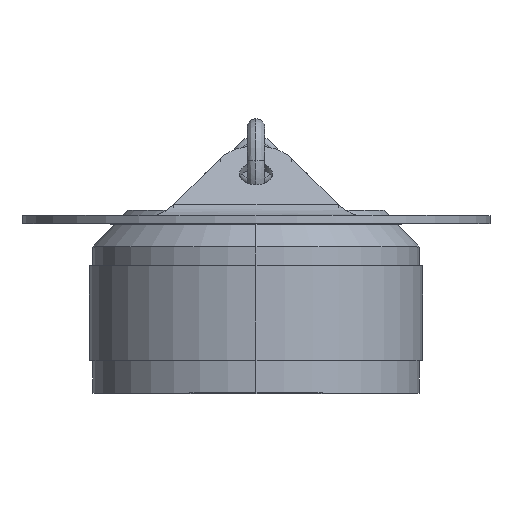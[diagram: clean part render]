
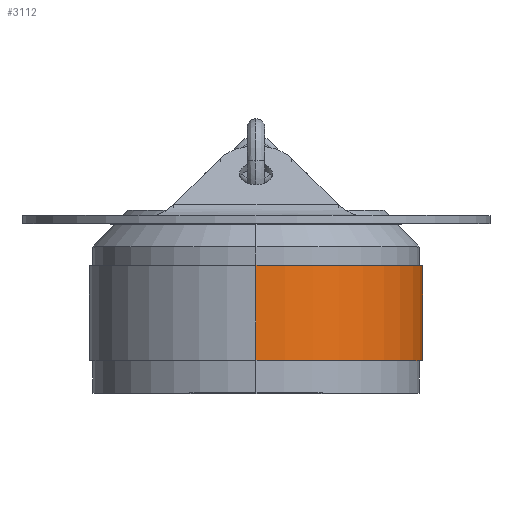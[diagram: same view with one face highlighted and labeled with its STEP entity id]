
A CAD part, top view. The second image highlights one B-rep face of the part: STEP entity #3112.
In plain terms, the highlighted cylindrical face has radius 15.875 mm (diameter 31.75 mm), a partial arc.
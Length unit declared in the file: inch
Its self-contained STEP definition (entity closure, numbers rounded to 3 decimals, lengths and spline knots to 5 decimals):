
#26 = CARTESIAN_POINT ( 'NONE',  ( 0., 0.12205, 0. ) ) ;
#136 = CIRCLE ( 'NONE', #4606, 0.625 ) ;
#206 = LINE ( 'NONE', #348, #3201 ) ;
#348 = CARTESIAN_POINT ( 'NONE',  ( 0., 0.789, 0.625 ) ) ;
#396 = CYLINDRICAL_SURFACE ( 'NONE', #2454, 0.625 ) ;
#774 = ORIENTED_EDGE ( 'NONE', *, *, #4661, .T. ) ;
#826 = VERTEX_POINT ( 'NONE', #4228 ) ;
#856 = EDGE_CURVE ( 'NONE', #826, #3035, #1603, .T. ) ;
#919 = CARTESIAN_POINT ( 'NONE',  ( 0., 0.789, -0.625 ) ) ;
#1140 = DIRECTION ( 'NONE',  ( 0., 0., 1. ) ) ;
#1290 = VERTEX_POINT ( 'NONE', #1511 ) ;
#1411 = ORIENTED_EDGE ( 'NONE', *, *, #4057, .F. ) ;
#1511 = CARTESIAN_POINT ( 'NONE',  ( 0., 0.47805, 0.625 ) ) ;
#1603 = LINE ( 'NONE', #919, #2721 ) ;
#1751 = CARTESIAN_POINT ( 'NONE',  ( 0., 0.47805, -0.625 ) ) ;
#1766 = DIRECTION ( 'NONE',  ( 0., 1., 0. ) ) ;
#2073 = CARTESIAN_POINT ( 'NONE',  ( 0., 0.12205, 0.625 ) ) ;
#2264 = DIRECTION ( 'NONE',  ( 0., 1., 0. ) ) ;
#2305 = DIRECTION ( 'NONE',  ( 0., 1., 0. ) ) ;
#2454 = AXIS2_PLACEMENT_3D ( 'NONE', #3962, #1766, #2819 ) ;
#2492 = VERTEX_POINT ( 'NONE', #2073 ) ;
#2571 = DIRECTION ( 'NONE',  ( 0., 1., 0. ) ) ;
#2668 = EDGE_LOOP ( 'NONE', ( #774, #4127, #3156, #1411 ) ) ;
#2721 = VECTOR ( 'NONE', #2571, 39.37008 ) ;
#2819 = DIRECTION ( 'NONE',  ( 0., 0., 1. ) ) ;
#2933 = CIRCLE ( 'NONE', #3662, 0.625 ) ;
#2996 = DIRECTION ( 'NONE',  ( 0., 0., 1. ) ) ;
#3035 = VERTEX_POINT ( 'NONE', #1751 ) ;
#3112 = ADVANCED_FACE ( 'NONE', ( #4729 ), #396, .T. ) ;
#3156 = ORIENTED_EDGE ( 'NONE', *, *, #3818, .F. ) ;
#3201 = VECTOR ( 'NONE', #4723, 39.37008 ) ;
#3662 = AXIS2_PLACEMENT_3D ( 'NONE', #3723, #2305, #2996 ) ;
#3723 = CARTESIAN_POINT ( 'NONE',  ( 0., 0.47805, 0. ) ) ;
#3818 = EDGE_CURVE ( 'NONE', #1290, #3035, #2933, .T. ) ;
#3962 = CARTESIAN_POINT ( 'NONE',  ( 0., 0.789, 0. ) ) ;
#4057 = EDGE_CURVE ( 'NONE', #2492, #1290, #206, .T. ) ;
#4127 = ORIENTED_EDGE ( 'NONE', *, *, #856, .T. ) ;
#4228 = CARTESIAN_POINT ( 'NONE',  ( 0., 0.12205, -0.625 ) ) ;
#4606 = AXIS2_PLACEMENT_3D ( 'NONE', #26, #2264, #1140 ) ;
#4661 = EDGE_CURVE ( 'NONE', #2492, #826, #136, .T. ) ;
#4723 = DIRECTION ( 'NONE',  ( 0., 1., 0. ) ) ;
#4729 = FACE_OUTER_BOUND ( 'NONE', #2668, .T. ) ;
